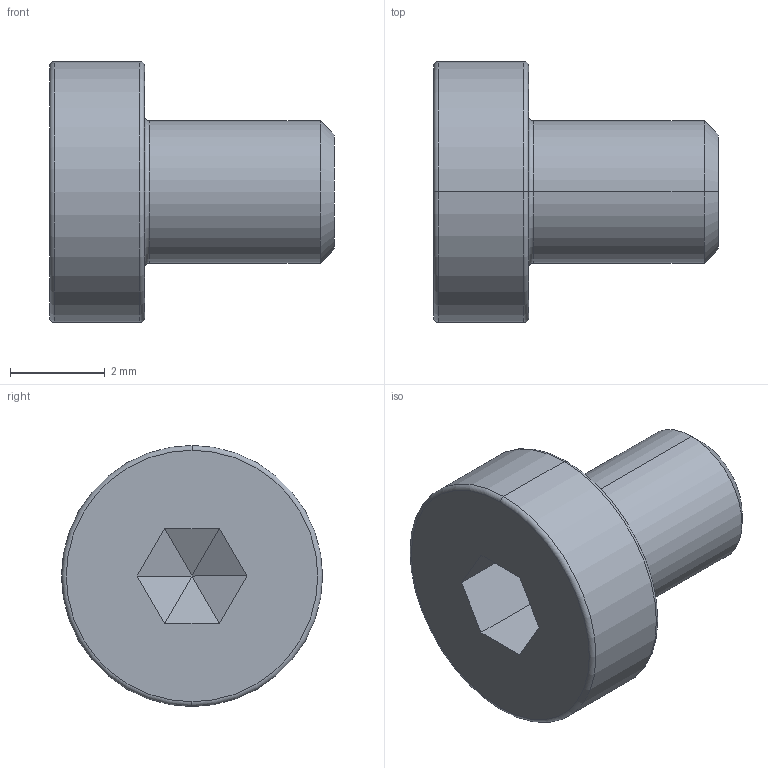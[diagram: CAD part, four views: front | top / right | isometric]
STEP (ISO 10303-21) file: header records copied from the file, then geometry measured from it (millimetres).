
FILE_DESCRIPTION (( 'STEP AP203' ), '1' );
FILE_NAME ('M3-L4晦埴翐芛囀鞠褒.STEP', '2025-04-16T06:45:50', ( '' ), ( '' ), 'SwSTEP 2.0', 'SolidWorks 2022', '' );
FILE_SCHEMA (( 'CONFIG_CONTROL_DESIGN' ));
Length unit declared in the file: millimetre
Products named in the file (1): M3-L4晦埴翐芛囀鞠褒
Bounding box: 6 x 5.5 x 5.5 mm (x, y, z)
Volume: 69.6 mm3; surface area: 126.9 mm2
Topology: 1 solids, 1 shells, 27 faces, 52 edges, 29 vertices
Faces by surface type: plane 15, torus 6, cylinder 4, cone 2
Entity records: 755 total; most frequent: CARTESIAN_POINT 127, DIRECTION 124, ORIENTED_EDGE 104, EDGE_CURVE 52, AXIS2_PLACEMENT_3D 50, VERTEX_POINT 29, EDGE_LOOP 29, FACE_OUTER_BOUND 27
